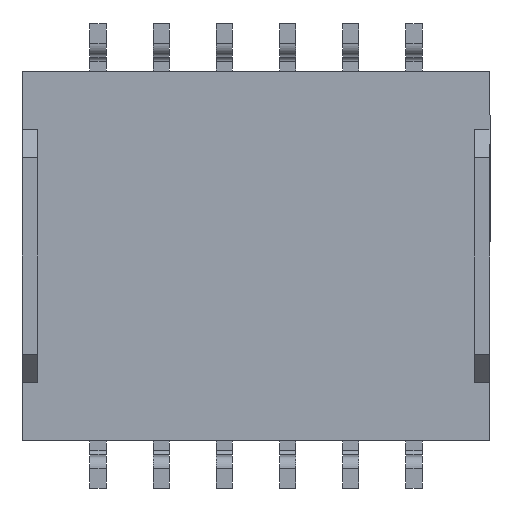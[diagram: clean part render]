
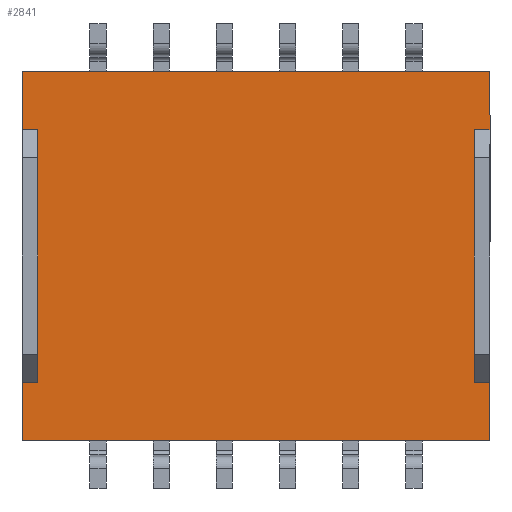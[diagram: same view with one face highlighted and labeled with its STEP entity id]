
A CAD part, front view. The second image highlights one B-rep face of the part: STEP entity #2841.
In plain terms, the highlighted planar face has unit normal (0, -1, 0).
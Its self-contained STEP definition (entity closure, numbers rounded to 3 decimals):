
#111 = ORIENTED_EDGE ( 'NONE', *, *, #5376, .F. ) ;
#173 = ORIENTED_EDGE ( 'NONE', *, *, #4899, .F. ) ;
#270 = DIRECTION ( 'NONE',  ( -1., 0., 0. ) ) ;
#379 = VECTOR ( 'NONE', #4715, 1000. ) ;
#384 = DIRECTION ( 'NONE',  ( -1., 0., 0. ) ) ;
#408 = VECTOR ( 'NONE', #5104, 1000. ) ;
#413 = DIRECTION ( 'NONE',  ( -1., 0., 0. ) ) ;
#417 = CARTESIAN_POINT ( 'NONE',  ( 6.905, 0., 4. ) ) ;
#451 = CARTESIAN_POINT ( 'NONE',  ( -7.405, 0., -4. ) ) ;
#464 = AXIS2_PLACEMENT_3D ( 'NONE', #3709, #1008, #4149 ) ;
#543 = ORIENTED_EDGE ( 'NONE', *, *, #779, .F. ) ;
#625 = CARTESIAN_POINT ( 'NONE',  ( 7.405, 0., 5.85 ) ) ;
#675 = EDGE_CURVE ( 'NONE', #3412, #4986, #1608, .T. ) ;
#753 = VECTOR ( 'NONE', #4968, 1000. ) ;
#779 = EDGE_CURVE ( 'NONE', #5695, #900, #3298, .T. ) ;
#805 = ORIENTED_EDGE ( 'NONE', *, *, #878, .F. ) ;
#810 = LINE ( 'NONE', #1143, #5578 ) ;
#878 = EDGE_CURVE ( 'NONE', #3834, #3339, #5107, .T. ) ;
#900 = VERTEX_POINT ( 'NONE', #1074 ) ;
#1008 = DIRECTION ( 'NONE',  ( 0., -1., 0. ) ) ;
#1018 = ORIENTED_EDGE ( 'NONE', *, *, #2959, .F. ) ;
#1024 = CARTESIAN_POINT ( 'NONE',  ( 6.905, 0., -4. ) ) ;
#1030 = VECTOR ( 'NONE', #5773, 1000. ) ;
#1074 = CARTESIAN_POINT ( 'NONE',  ( -6.905, 0., -4. ) ) ;
#1106 = CARTESIAN_POINT ( 'NONE',  ( 7.405, 0., -4. ) ) ;
#1143 = CARTESIAN_POINT ( 'NONE',  ( -7.405, 0., 5.85 ) ) ;
#1168 = ORIENTED_EDGE ( 'NONE', *, *, #675, .F. ) ;
#1208 = CARTESIAN_POINT ( 'NONE',  ( -7.405, 0., 5.85 ) ) ;
#1308 = LINE ( 'NONE', #1931, #3704 ) ;
#1449 = PLANE ( 'NONE',  #464 ) ;
#1596 = CARTESIAN_POINT ( 'NONE',  ( -6.905, 0., 4. ) ) ;
#1608 = LINE ( 'NONE', #625, #408 ) ;
#1768 = CARTESIAN_POINT ( 'NONE',  ( -7.405, 0., 4. ) ) ;
#1811 = LINE ( 'NONE', #3077, #4188 ) ;
#1931 = CARTESIAN_POINT ( 'NONE',  ( -6.905, 0., 4. ) ) ;
#1940 = EDGE_LOOP ( 'NONE', ( #805, #3524, #5507, #3182, #5252, #4344, #3878, #543, #173, #111, #1168, #1018 ) ) ;
#2030 = VERTEX_POINT ( 'NONE', #1596 ) ;
#2214 = CARTESIAN_POINT ( 'NONE',  ( -7.405, 0., 5.85 ) ) ;
#2441 = DIRECTION ( 'NONE',  ( 0., 0., -1. ) ) ;
#2572 = VECTOR ( 'NONE', #2441, 1000. ) ;
#2663 = EDGE_CURVE ( 'NONE', #3543, #2686, #4280, .T. ) ;
#2686 = VERTEX_POINT ( 'NONE', #2695 ) ;
#2695 = CARTESIAN_POINT ( 'NONE',  ( 7.405, 0., 4. ) ) ;
#2710 = CARTESIAN_POINT ( 'NONE',  ( -7.405, 0., -4. ) ) ;
#2766 = CARTESIAN_POINT ( 'NONE',  ( -7.405, 0., 4. ) ) ;
#2841 = ADVANCED_FACE ( 'NONE', ( #4887 ), #1449, .T. ) ;
#2861 = LINE ( 'NONE', #1768, #3898 ) ;
#2878 = VECTOR ( 'NONE', #3014, 1000. ) ;
#2942 = VERTEX_POINT ( 'NONE', #1208 ) ;
#2959 = EDGE_CURVE ( 'NONE', #3339, #3412, #5112, .T. ) ;
#3014 = DIRECTION ( 'NONE',  ( 1., 0., 0. ) ) ;
#3077 = CARTESIAN_POINT ( 'NONE',  ( 7.405, 0., 4. ) ) ;
#3182 = ORIENTED_EDGE ( 'NONE', *, *, #3454, .F. ) ;
#3298 = LINE ( 'NONE', #451, #753 ) ;
#3339 = VERTEX_POINT ( 'NONE', #1024 ) ;
#3412 = VERTEX_POINT ( 'NONE', #1106 ) ;
#3419 = LINE ( 'NONE', #2214, #1030 ) ;
#3454 = EDGE_CURVE ( 'NONE', #2942, #3543, #810, .T. ) ;
#3524 = ORIENTED_EDGE ( 'NONE', *, *, #4976, .F. ) ;
#3543 = VERTEX_POINT ( 'NONE', #4792 ) ;
#3629 = LINE ( 'NONE', #4290, #4797 ) ;
#3704 = VECTOR ( 'NONE', #4606, 1000. ) ;
#3709 = CARTESIAN_POINT ( 'NONE',  ( 0., 0., 0. ) ) ;
#3793 = VECTOR ( 'NONE', #5362, 1000. ) ;
#3834 = VERTEX_POINT ( 'NONE', #4842 ) ;
#3878 = ORIENTED_EDGE ( 'NONE', *, *, #5199, .F. ) ;
#3898 = VECTOR ( 'NONE', #413, 1000. ) ;
#4030 = CARTESIAN_POINT ( 'NONE',  ( 7.405, 0., 5.85 ) ) ;
#4149 = DIRECTION ( 'NONE',  ( 0., 0., -1. ) ) ;
#4188 = VECTOR ( 'NONE', #384, 1000. ) ;
#4246 = EDGE_CURVE ( 'NONE', #5142, #2942, #5154, .T. ) ;
#4280 = LINE ( 'NONE', #4030, #3793 ) ;
#4282 = CARTESIAN_POINT ( 'NONE',  ( -7.405, 0., 5.85 ) ) ;
#4284 = DIRECTION ( 'NONE',  ( 1., 0., 0. ) ) ;
#4290 = CARTESIAN_POINT ( 'NONE',  ( -7.405, 0., -5.85 ) ) ;
#4344 = ORIENTED_EDGE ( 'NONE', *, *, #5021, .F. ) ;
#4409 = CARTESIAN_POINT ( 'NONE',  ( 7.405, 0., -5.85 ) ) ;
#4606 = DIRECTION ( 'NONE',  ( 0., 0., 1. ) ) ;
#4715 = DIRECTION ( 'NONE',  ( 0., 0., 1. ) ) ;
#4790 = VERTEX_POINT ( 'NONE', #4825 ) ;
#4792 = CARTESIAN_POINT ( 'NONE',  ( 7.405, 0., 5.85 ) ) ;
#4797 = VECTOR ( 'NONE', #270, 1000. ) ;
#4825 = CARTESIAN_POINT ( 'NONE',  ( -7.405, 0., -5.85 ) ) ;
#4842 = CARTESIAN_POINT ( 'NONE',  ( 6.905, 0., 4. ) ) ;
#4887 = FACE_OUTER_BOUND ( 'NONE', #1940, .T. ) ;
#4899 = EDGE_CURVE ( 'NONE', #4790, #5695, #3419, .T. ) ;
#4968 = DIRECTION ( 'NONE',  ( 1., 0., 0. ) ) ;
#4976 = EDGE_CURVE ( 'NONE', #2686, #3834, #1811, .T. ) ;
#4986 = VERTEX_POINT ( 'NONE', #4409 ) ;
#5021 = EDGE_CURVE ( 'NONE', #2030, #5142, #2861, .T. ) ;
#5104 = DIRECTION ( 'NONE',  ( 0., 0., -1. ) ) ;
#5107 = LINE ( 'NONE', #417, #2572 ) ;
#5112 = LINE ( 'NONE', #5659, #2878 ) ;
#5142 = VERTEX_POINT ( 'NONE', #2766 ) ;
#5154 = LINE ( 'NONE', #4282, #379 ) ;
#5199 = EDGE_CURVE ( 'NONE', #900, #2030, #1308, .T. ) ;
#5252 = ORIENTED_EDGE ( 'NONE', *, *, #4246, .F. ) ;
#5362 = DIRECTION ( 'NONE',  ( 0., 0., -1. ) ) ;
#5376 = EDGE_CURVE ( 'NONE', #4986, #4790, #3629, .T. ) ;
#5507 = ORIENTED_EDGE ( 'NONE', *, *, #2663, .F. ) ;
#5578 = VECTOR ( 'NONE', #4284, 1000. ) ;
#5659 = CARTESIAN_POINT ( 'NONE',  ( 7.405, 0., -4. ) ) ;
#5695 = VERTEX_POINT ( 'NONE', #2710 ) ;
#5773 = DIRECTION ( 'NONE',  ( 0., 0., 1. ) ) ;
